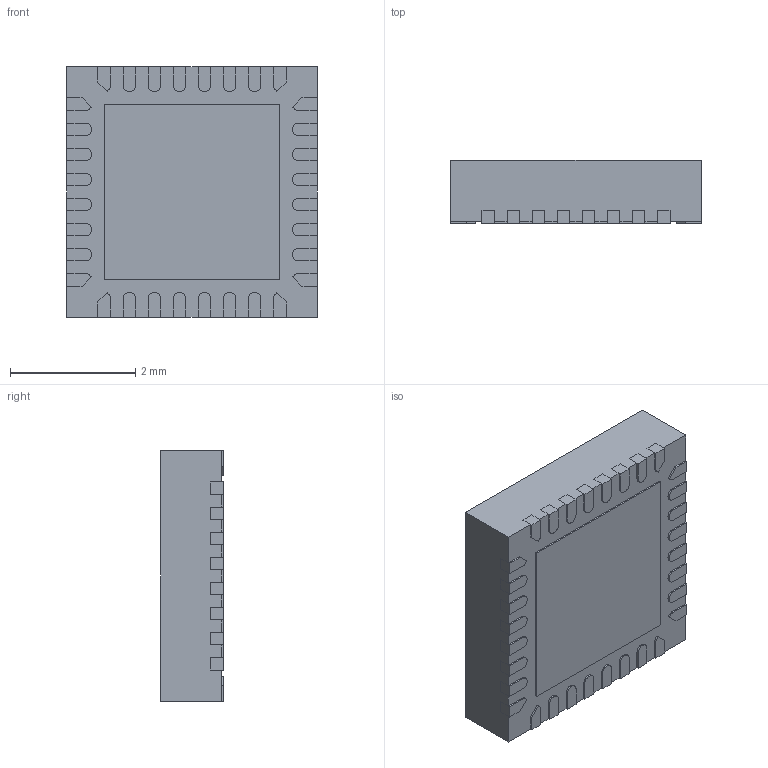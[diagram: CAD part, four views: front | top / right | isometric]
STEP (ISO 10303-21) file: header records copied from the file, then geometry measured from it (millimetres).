
FILE_DESCRIPTION((''),'2;1');
FILE_NAME('RSM0032B_ASM','2015-04-29T',('a0412025'),(''),'PRO/ENGINEER BY PARAMETRIC TECHNOLOGY CORPORATION, 2011490','PRO/ENGINEER BY PARAMETRIC TECHNOLOGY CORPORATION, 2011490','');
FILE_SCHEMA(('AUTOMOTIVE_DESIGN_CC2 { 1 2 10303 214 -1 1 5 2 }'));
Length unit declared in the file: millimetre
Products named in the file (3): BODY-QFN; FRAME-RSM0032B; RSM0032B_ASM
Assembly tree (2 placements, depth 2):
  RSM0032B_ASM
    BODY-QFN
    FRAME-RSM0032B
Bounding box: 4 x 1 x 4 mm (x, y, z)
Volume: 15.9 mm3; surface area: 87.8 mm2
Topology: 34 solids, 34 shells, 371 faces, 900 edges, 600 vertices
Faces by surface type: plane 307, cylinder 64
Entity records: 13954 total; most frequent: CARTESIAN_POINT 1876, ORIENTED_EDGE 1800, DIRECTION 1780, PRESENTATION_STYLE_ASSIGNMENT 967, STYLED_ITEM 934, CURVE_STYLE 900, EDGE_CURVE 900, VECTOR 772
